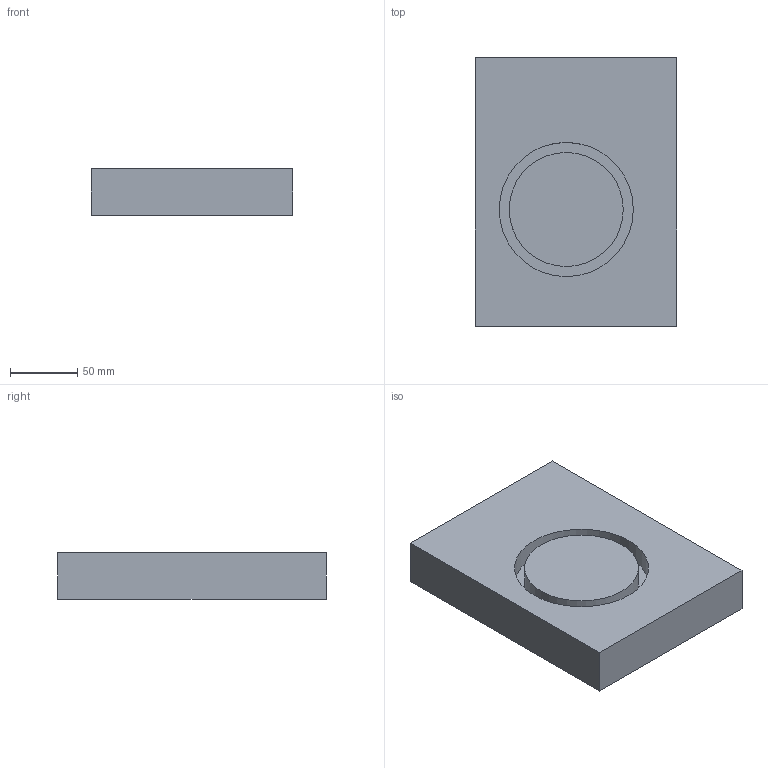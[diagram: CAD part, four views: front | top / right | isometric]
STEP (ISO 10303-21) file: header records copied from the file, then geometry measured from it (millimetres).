
FILE_DESCRIPTION(/* description */ (''),/* implementation_level */ '2;1');
FILE_NAME(/* name */ 'Closed Pocket_planar floor, NO floor fillets, arbitrary shape-3_v01.stp',/* time_stamp */ '2022-03-07T15:42:56+01:00',/* author */ ('pschwitalla'),/* organization */ ('igus GmbH'),/* preprocessor_version */ 'ST-DEVELOPER v18.1',/* originating_system */ 'Autodesk Inventor 2020',/* authorisation */ '');
FILE_SCHEMA (('AUTOMOTIVE_DESIGN { 1 0 10303 214 3 1 1 }'));
Length unit declared in the file: millimetre
Products named in the file (1): Closed Pocket_planar floor, NO floor fillets, arbitrary shape-3_v01
Bounding box: 150 x 200 x 35 mm (x, y, z)
Volume: 1017307.8 mm3; surface area: 93217.9 mm2
Topology: 1 solids, 1 shells, 10 faces, 20 edges, 14 vertices
Faces by surface type: plane 8, cylinder 2
Full cylindrical faces by diameter (mm): 85 x1, 100 x1
Entity records: 301 total; most frequent: DIRECTION 48, CARTESIAN_POINT 45, ORIENTED_EDGE 40, EDGE_CURVE 20, AXIS2_PLACEMENT_3D 17, LINE 14, VECTOR 14, VERTEX_POINT 14
